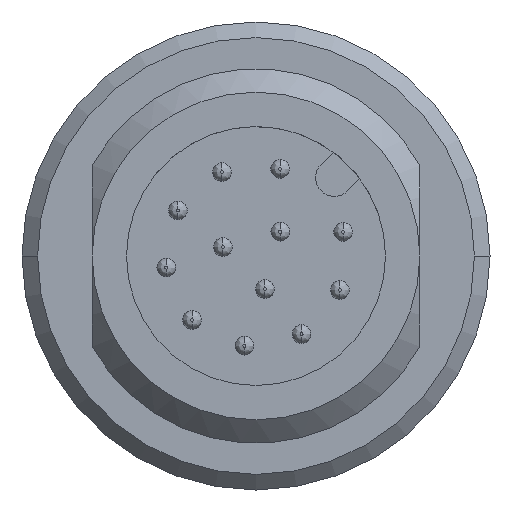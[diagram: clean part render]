
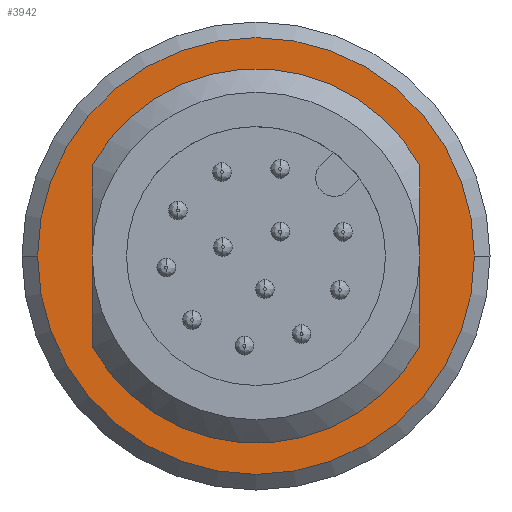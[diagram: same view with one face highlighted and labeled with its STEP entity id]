
A CAD part, left-side view. The second image highlights one B-rep face of the part: STEP entity #3942.
In plain terms, the highlighted planar face has unit normal (-1, 0, 0).
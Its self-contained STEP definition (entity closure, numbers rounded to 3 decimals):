
#691=CARTESIAN_POINT('',(-7.7,0.,0.));
#692=DIRECTION('',(-1.,0.,0.));
#693=DIRECTION('',(0.,1.,0.));
#694=AXIS2_PLACEMENT_3D('',#691,#692,#693);
#699=CARTESIAN_POINT('',(-7.7,0.,0.));
#700=DIRECTION('',(-1.,0.,0.));
#701=DIRECTION('',(0.,-1.,0.));
#702=AXIS2_PLACEMENT_3D('',#699,#700,#701);
#707=CARTESIAN_POINT('',(-7.7,0.,0.));
#708=DIRECTION('',(1.,0.,0.));
#709=DIRECTION('',(0.,0.875,0.484));
#710=AXIS2_PLACEMENT_3D('',#707,#708,#709);
#715=DIRECTION('',(0.,0.,1.));
#716=VECTOR('',#715,5.809);
#717=CARTESIAN_POINT('',(-7.7,5.25,-2.905));
#718=LINE('',#717,#716);
#722=CARTESIAN_POINT('',(-7.7,0.,0.));
#723=DIRECTION('',(1.,0.,0.));
#724=DIRECTION('',(0.,-0.875,-0.484));
#725=AXIS2_PLACEMENT_3D('',#722,#723,#724);
#730=DIRECTION('',(0.,0.,-1.));
#731=VECTOR('',#730,5.809);
#732=CARTESIAN_POINT('',(-7.7,-5.25,2.905));
#733=LINE('',#732,#731);
#3012=CARTESIAN_POINT('',(-7.7,-5.25,-2.905));
#3013=VERTEX_POINT('',#3012);
#3014=CARTESIAN_POINT('',(-7.7,-5.25,2.905));
#3015=VERTEX_POINT('',#3014);
#3020=CARTESIAN_POINT('',(-7.7,5.25,2.905));
#3021=VERTEX_POINT('',#3020);
#3022=CARTESIAN_POINT('',(-7.7,5.25,-2.905));
#3023=VERTEX_POINT('',#3022);
#3276=CARTESIAN_POINT('',(-7.7,7.,0.));
#3277=VERTEX_POINT('',#3276);
#3278=CARTESIAN_POINT('',(-7.7,-7.,0.));
#3279=VERTEX_POINT('',#3278);
#3922=CARTESIAN_POINT('',(-7.7,6.5,0.));
#3923=DIRECTION('',(-1.,0.,0.));
#3924=DIRECTION('',(0.,0.,-1.));
#3925=AXIS2_PLACEMENT_3D('',#3922,#3923,#3924);
#3926=PLANE('',#3925);
#3927=ORIENTED_EDGE('',*,*,#3912,.F.);
#3929=ORIENTED_EDGE('',*,*,#3928,.F.);
#3930=EDGE_LOOP('',(#3927,#3929));
#3931=FACE_OUTER_BOUND('',#3930,.F.);
#3933=ORIENTED_EDGE('',*,*,#3932,.F.);
#3935=ORIENTED_EDGE('',*,*,#3934,.F.);
#3937=ORIENTED_EDGE('',*,*,#3936,.F.);
#3939=ORIENTED_EDGE('',*,*,#3938,.F.);
#3940=EDGE_LOOP('',(#3933,#3935,#3937,#3939));
#3941=FACE_BOUND('',#3940,.F.);
#3942=ADVANCED_FACE('',(#3931,#3941),#3926,.T.);
#695=CIRCLE('',#694,7.);
#703=CIRCLE('',#702,7.);
#711=CIRCLE('',#710,6.);
#726=CIRCLE('',#725,6.);
#3912=EDGE_CURVE('',#3277,#3279,#695,.T.);
#3928=EDGE_CURVE('',#3279,#3277,#703,.T.);
#3932=EDGE_CURVE('',#3021,#3015,#711,.T.);
#3934=EDGE_CURVE('',#3023,#3021,#718,.T.);
#3936=EDGE_CURVE('',#3013,#3023,#726,.T.);
#3938=EDGE_CURVE('',#3015,#3013,#733,.T.);
